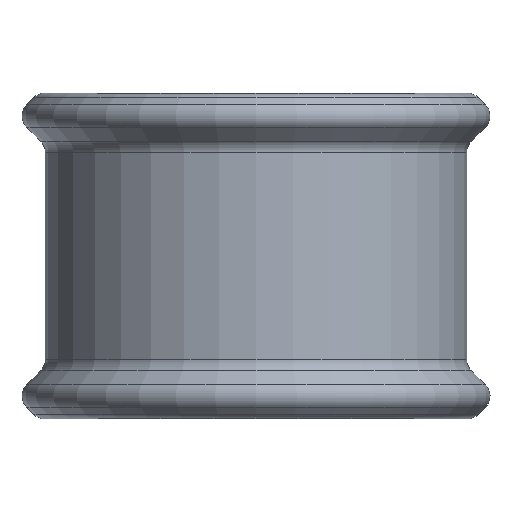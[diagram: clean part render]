
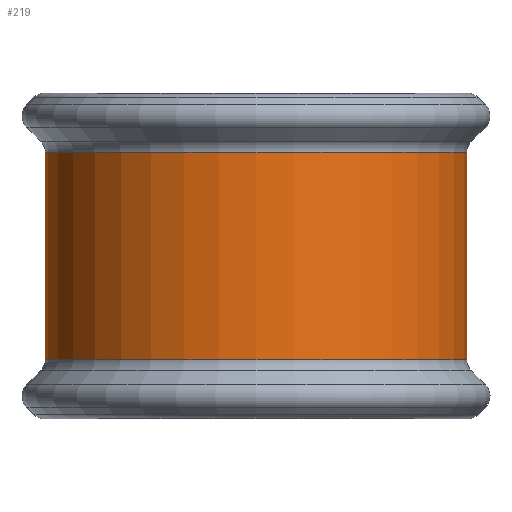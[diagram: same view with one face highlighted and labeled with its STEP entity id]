
A CAD part, front view. The second image highlights one B-rep face of the part: STEP entity #219.
In plain terms, the highlighted cylindrical face has radius 10.122 mm (diameter 20.244 mm), a partial arc.
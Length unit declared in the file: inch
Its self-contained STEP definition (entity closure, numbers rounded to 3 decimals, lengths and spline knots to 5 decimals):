
#219 = ADVANCED_FACE ( 'NONE', ( #4913 ), #1836, .T. ) ;
#427 = CARTESIAN_POINT ( 'NONE',  ( 0.3435, -0.3515, -0.19579 ) ) ;
#641 = EDGE_LOOP ( 'NONE', ( #3220, #713, #4418, #2293 ) ) ;
#713 = ORIENTED_EDGE ( 'NONE', *, *, #4237, .T. ) ;
#784 = AXIS2_PLACEMENT_3D ( 'NONE', #4044, #3565, #3612 ) ;
#926 = VECTOR ( 'NONE', #1771, 39.37008 ) ;
#1007 = AXIS2_PLACEMENT_3D ( 'NONE', #5208, #2404, #5694 ) ;
#1520 = VERTEX_POINT ( 'NONE', #427 ) ;
#1531 = EDGE_CURVE ( 'NONE', #1520, #3063, #4637, .T. ) ;
#1771 = DIRECTION ( 'NONE',  ( 0., 0., 1. ) ) ;
#1836 = CYLINDRICAL_SURFACE ( 'NONE', #784, 0.3985 ) ;
#1898 = CARTESIAN_POINT ( 'NONE',  ( 0.3435, -0.75, 0.19579 ) ) ;
#1919 = VECTOR ( 'NONE', #2348, 39.37008 ) ;
#2046 = CARTESIAN_POINT ( 'NONE',  ( 0.3435, -0.3515, 0.19579 ) ) ;
#2052 = AXIS2_PLACEMENT_3D ( 'NONE', #1898, #5179, #2365 ) ;
#2293 = ORIENTED_EDGE ( 'NONE', *, *, #1531, .F. ) ;
#2348 = DIRECTION ( 'NONE',  ( 0., 0., 1. ) ) ;
#2365 = DIRECTION ( 'NONE',  ( -1., 0., 0. ) ) ;
#2398 = VERTEX_POINT ( 'NONE', #2046 ) ;
#2404 = DIRECTION ( 'NONE',  ( 0., 0., -1. ) ) ;
#2752 = CIRCLE ( 'NONE', #2052, 0.3985 ) ;
#2832 = CARTESIAN_POINT ( 'NONE',  ( -0.055, -0.75, -0.19579 ) ) ;
#2941 = EDGE_CURVE ( 'NONE', #3063, #4884, #3413, .T. ) ;
#3063 = VERTEX_POINT ( 'NONE', #2832 ) ;
#3220 = ORIENTED_EDGE ( 'NONE', *, *, #5950, .T. ) ;
#3413 = LINE ( 'NONE', #4557, #926 ) ;
#3565 = DIRECTION ( 'NONE',  ( 0., 0., -1. ) ) ;
#3612 = DIRECTION ( 'NONE',  ( -1., 0., 0. ) ) ;
#4044 = CARTESIAN_POINT ( 'NONE',  ( 0.3435, -0.75, 0. ) ) ;
#4237 = EDGE_CURVE ( 'NONE', #2398, #4884, #2752, .T. ) ;
#4405 = CARTESIAN_POINT ( 'NONE',  ( -0.055, -0.75, 0.19579 ) ) ;
#4418 = ORIENTED_EDGE ( 'NONE', *, *, #2941, .F. ) ;
#4552 = LINE ( 'NONE', #5647, #1919 ) ;
#4557 = CARTESIAN_POINT ( 'NONE',  ( -0.055, -0.75, 0.19579 ) ) ;
#4637 = CIRCLE ( 'NONE', #1007, 0.3985 ) ;
#4884 = VERTEX_POINT ( 'NONE', #4405 ) ;
#4913 = FACE_OUTER_BOUND ( 'NONE', #641, .T. ) ;
#5179 = DIRECTION ( 'NONE',  ( 0., 0., -1. ) ) ;
#5208 = CARTESIAN_POINT ( 'NONE',  ( 0.3435, -0.75, -0.19579 ) ) ;
#5647 = CARTESIAN_POINT ( 'NONE',  ( 0.3435, -0.3515, 0.19579 ) ) ;
#5694 = DIRECTION ( 'NONE',  ( -1., 0., 0. ) ) ;
#5950 = EDGE_CURVE ( 'NONE', #1520, #2398, #4552, .T. ) ;
